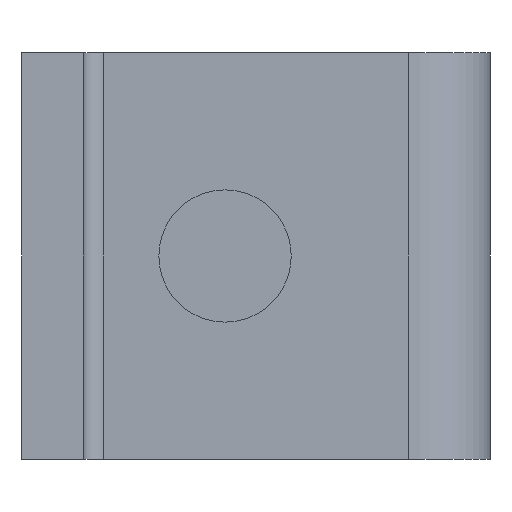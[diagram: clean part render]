
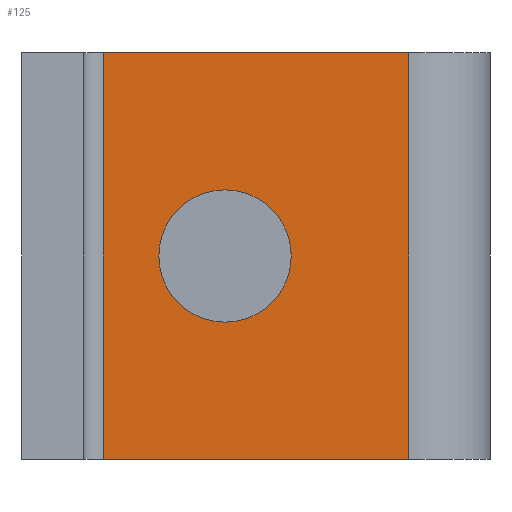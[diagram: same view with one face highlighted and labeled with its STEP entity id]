
A CAD part, left-side view. The second image highlights one B-rep face of the part: STEP entity #125.
In plain terms, the highlighted planar face has unit normal (-1, 0, 0).
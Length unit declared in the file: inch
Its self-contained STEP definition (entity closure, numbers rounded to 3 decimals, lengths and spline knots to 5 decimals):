
#125=ADVANCED_FACE('',(#257,#258),#259,.T.);
#257=FACE_BOUND('',#520,.T.);
#258=FACE_OUTER_BOUND('',#521,.T.);
#259=PLANE('',#522);
#520=EDGE_LOOP('',(#814,#815,#816,#817));
#521=EDGE_LOOP('',(#818,#819,#820,#821));
#522=AXIS2_PLACEMENT_3D('',#822,#823,#824);
#814=ORIENTED_EDGE('',*,*,#953,.T.);
#815=ORIENTED_EDGE('',*,*,#990,.T.);
#816=ORIENTED_EDGE('',*,*,#962,.T.);
#817=ORIENTED_EDGE('',*,*,#1006,.T.);
#818=ORIENTED_EDGE('',*,*,#950,.T.);
#819=ORIENTED_EDGE('',*,*,#1009,.F.);
#820=ORIENTED_EDGE('',*,*,#1010,.F.);
#821=ORIENTED_EDGE('',*,*,#987,.T.);
#822=CARTESIAN_POINT('',(1.4375,-0.53125,1.25));
#823=DIRECTION('',(-1.0,0.0,0.0));
#824=DIRECTION('',(0.0,1.0,0.0));
#950=EDGE_CURVE('',#1147,#1145,#1148,.T.);
#953=EDGE_CURVE('',#1151,#1152,#1153,.T.);
#962=EDGE_CURVE('',#1166,#1167,#1168,.T.);
#987=EDGE_CURVE('',#1202,#1147,#1203,.T.);
#990=EDGE_CURVE('',#1152,#1166,#1206,.T.);
#1006=EDGE_CURVE('',#1167,#1151,#1224,.T.);
#1009=EDGE_CURVE('',#1227,#1145,#1228,.T.);
#1010=EDGE_CURVE('',#1202,#1227,#1229,.T.);
#1145=VERTEX_POINT('',#1475);
#1147=VERTEX_POINT('',#1480);
#1148=LINE('',#1481,#1482);
#1151=VERTEX_POINT('',#1488);
#1152=VERTEX_POINT('',#1489);
#1153=B_SPLINE_CURVE_WITH_KNOTS('',3,(#1490,#1491,#1492,#1493),.UNSPECIFIED.,.F.,.F.,(4,4),(0.0,1.0),.UNSPECIFIED.);
#1166=VERTEX_POINT('',#1516);
#1167=VERTEX_POINT('',#1517);
#1168=B_SPLINE_CURVE_WITH_KNOTS('',3,(#1518,#1519,#1520,#1521),.UNSPECIFIED.,.F.,.F.,(4,4),(0.0,1.0),.UNSPECIFIED.);
#1202=VERTEX_POINT('',#1584);
#1203=LINE('',#1585,#1586);
#1206=B_SPLINE_CURVE_WITH_KNOTS('',3,(#1592,#1593,#1594,#1595),.UNSPECIFIED.,.F.,.F.,(4,4),(0.0,1.0),.UNSPECIFIED.);
#1224=B_SPLINE_CURVE_WITH_KNOTS('',3,(#1630,#1631,#1632,#1633),.UNSPECIFIED.,.F.,.F.,(4,4),(0.0,1.0),.UNSPECIFIED.);
#1227=VERTEX_POINT('',#1636);
#1228=LINE('',#1637,#1638);
#1229=LINE('',#1639,#1640);
#1475=CARTESIAN_POINT('',(1.4375,-1.0,0.0));
#1480=CARTESIAN_POINT('',(1.4375,-0.0625,0.0));
#1481=CARTESIAN_POINT('',(1.4375,-0.0625,0.0));
#1482=VECTOR('',#1700,1.0);
#1488=CARTESIAN_POINT('',(1.4375,-0.4361,0.42185));
#1489=CARTESIAN_POINT('',(1.4375,-0.23298,0.625));
#1490=CARTESIAN_POINT('',(1.4375,-0.4361,0.42185));
#1491=CARTESIAN_POINT('',(1.4375,-0.32393,0.42185));
#1492=CARTESIAN_POINT('',(1.4375,-0.23298,0.5128));
#1493=CARTESIAN_POINT('',(1.4375,-0.23298,0.625));
#1516=CARTESIAN_POINT('',(1.4375,-0.4361,0.82815));
#1517=CARTESIAN_POINT('',(1.4375,-0.63923,0.625));
#1518=CARTESIAN_POINT('',(1.4375,-0.4361,0.82815));
#1519=CARTESIAN_POINT('',(1.4375,-0.5483,0.82815));
#1520=CARTESIAN_POINT('',(1.4375,-0.63923,0.7372));
#1521=CARTESIAN_POINT('',(1.4375,-0.63923,0.625));
#1584=CARTESIAN_POINT('',(1.4375,-0.0625,1.25));
#1585=CARTESIAN_POINT('',(1.4375,-0.0625,1.25));
#1586=VECTOR('',#1716,1.);
#1592=CARTESIAN_POINT('',(1.4375,-0.23298,0.625));
#1593=CARTESIAN_POINT('',(1.4375,-0.23298,0.7372));
#1594=CARTESIAN_POINT('',(1.4375,-0.32393,0.82815));
#1595=CARTESIAN_POINT('',(1.4375,-0.4361,0.82815));
#1630=CARTESIAN_POINT('',(1.4375,-0.63923,0.625));
#1631=CARTESIAN_POINT('',(1.4375,-0.63923,0.5128));
#1632=CARTESIAN_POINT('',(1.4375,-0.5483,0.42185));
#1633=CARTESIAN_POINT('',(1.4375,-0.4361,0.42185));
#1636=CARTESIAN_POINT('',(1.4375,-1.0,1.25));
#1637=CARTESIAN_POINT('',(1.4375,-1.0,1.25));
#1638=VECTOR('',#1722,1.);
#1639=CARTESIAN_POINT('',(1.4375,-0.0625,1.25));
#1640=VECTOR('',#1723,1.0);
#1700=DIRECTION('',(0.0,-1.0,0.0));
#1716=DIRECTION('',(0.0,0.0,-1.0));
#1722=DIRECTION('',(0.0,0.0,-1.0));
#1723=DIRECTION('',(0.0,-1.0,0.0));
